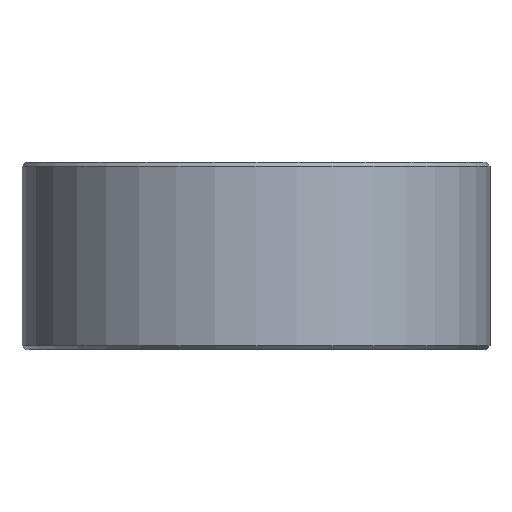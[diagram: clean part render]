
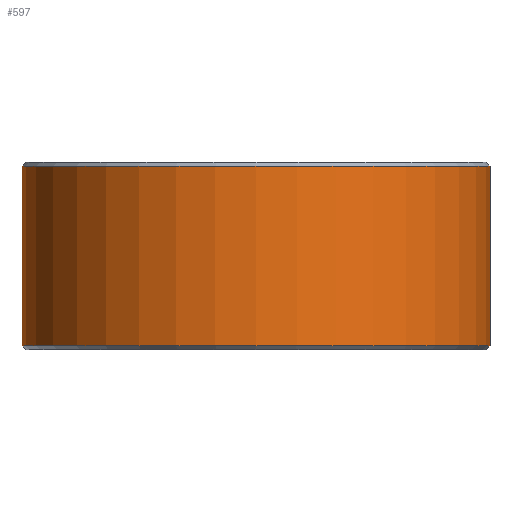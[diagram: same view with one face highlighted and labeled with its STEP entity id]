
A CAD part, front view. The second image highlights one B-rep face of the part: STEP entity #597.
In plain terms, the highlighted cylindrical face has radius 30 mm (diameter 60 mm), a partial arc.
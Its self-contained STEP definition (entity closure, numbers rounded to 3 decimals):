
#1 = VERTEX_POINT ( 'NONE', #292 ) ;
#2 = DIRECTION ( 'NONE',  ( 0., 0., -1. ) ) ;
#17 = CARTESIAN_POINT ( 'NONE',  ( -30., 0., 0.5 ) ) ;
#21 = DIRECTION ( 'NONE',  ( 1., 0., 0. ) ) ;
#53 = DIRECTION ( 'NONE',  ( 0., 0., 1. ) ) ;
#57 = ORIENTED_EDGE ( 'NONE', *, *, #641, .F. ) ;
#128 = EDGE_CURVE ( 'NONE', #732, #1, #522, .T. ) ;
#129 = CARTESIAN_POINT ( 'NONE',  ( 0., 0., 0.5 ) ) ;
#138 = CARTESIAN_POINT ( 'NONE',  ( 0., 0., 24. ) ) ;
#169 = VECTOR ( 'NONE', #2, 1000. ) ;
#185 = CARTESIAN_POINT ( 'NONE',  ( 30., 0., 24. ) ) ;
#251 = DIRECTION ( 'NONE',  ( 0., 0., -1. ) ) ;
#292 = CARTESIAN_POINT ( 'NONE',  ( -30., 0., 23.5 ) ) ;
#315 = DIRECTION ( 'NONE',  ( 1., 0., 0. ) ) ;
#323 = VERTEX_POINT ( 'NONE', #17 ) ;
#357 = CARTESIAN_POINT ( 'NONE',  ( 30., 0., 0.5 ) ) ;
#392 = ORIENTED_EDGE ( 'NONE', *, *, #128, .T. ) ;
#393 = DIRECTION ( 'NONE',  ( 0., 0., -1. ) ) ;
#405 = AXIS2_PLACEMENT_3D ( 'NONE', #129, #53, #315 ) ;
#440 = VECTOR ( 'NONE', #251, 1000. ) ;
#446 = FACE_OUTER_BOUND ( 'NONE', #747, .T. ) ;
#457 = VERTEX_POINT ( 'NONE', #357 ) ;
#500 = ORIENTED_EDGE ( 'NONE', *, *, #515, .T. ) ;
#512 = CARTESIAN_POINT ( 'NONE',  ( -30., 0., 24. ) ) ;
#515 = EDGE_CURVE ( 'NONE', #1, #323, #812, .T. ) ;
#522 = CIRCLE ( 'NONE', #706, 30. ) ;
#525 = DIRECTION ( 'NONE',  ( 0., 0., -1. ) ) ;
#552 = LINE ( 'NONE', #185, #440 ) ;
#566 = CARTESIAN_POINT ( 'NONE',  ( 30., 0., 23.5 ) ) ;
#597 = ADVANCED_FACE ( 'NONE', ( #446 ), #690, .T. ) ;
#633 = DIRECTION ( 'NONE',  ( -1., 0., 0. ) ) ;
#641 = EDGE_CURVE ( 'NONE', #732, #457, #552, .T. ) ;
#645 = CIRCLE ( 'NONE', #405, 30. ) ;
#662 = EDGE_CURVE ( 'NONE', #323, #457, #645, .T. ) ;
#690 = CYLINDRICAL_SURFACE ( 'NONE', #784, 30. ) ;
#706 = AXIS2_PLACEMENT_3D ( 'NONE', #717, #525, #21 ) ;
#717 = CARTESIAN_POINT ( 'NONE',  ( 0., 0., 23.5 ) ) ;
#732 = VERTEX_POINT ( 'NONE', #566 ) ;
#747 = EDGE_LOOP ( 'NONE', ( #57, #392, #500, #798 ) ) ;
#784 = AXIS2_PLACEMENT_3D ( 'NONE', #138, #393, #633 ) ;
#798 = ORIENTED_EDGE ( 'NONE', *, *, #662, .T. ) ;
#812 = LINE ( 'NONE', #512, #169 ) ;
